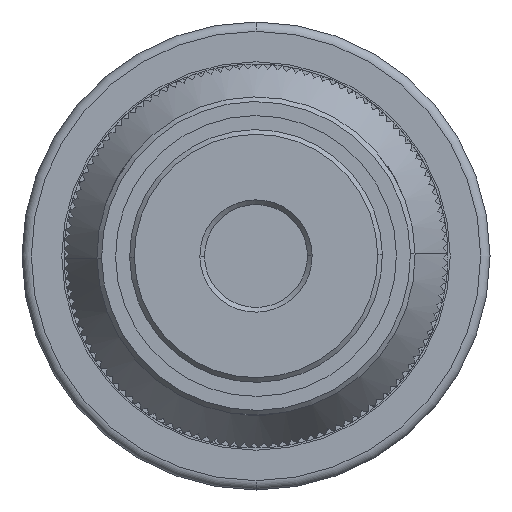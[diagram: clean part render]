
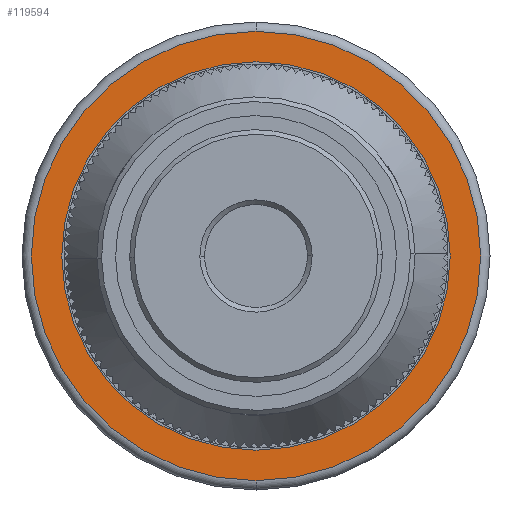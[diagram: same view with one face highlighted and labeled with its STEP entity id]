
A CAD part, left-side view. The second image highlights one B-rep face of the part: STEP entity #119594.
In plain terms, the highlighted planar face has unit normal (-1, 0, 0).
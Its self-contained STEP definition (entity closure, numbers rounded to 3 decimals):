
#1228 = EDGE_CURVE ( 'NONE', #112122, #57403, #61600, .T. ) ;
#6139 = DIRECTION ( 'NONE',  ( 0., -1., 0. ) ) ;
#7225 = VERTEX_POINT ( 'NONE', #24184 ) ;
#7967 = CARTESIAN_POINT ( 'NONE',  ( 114.115, 25., 13.5 ) ) ;
#18700 = EDGE_CURVE ( 'NONE', #143316, #110121, #98596, .T. ) ;
#20388 = DIRECTION ( 'NONE',  ( 0., -1., 0. ) ) ;
#23642 = EDGE_LOOP ( 'NONE', ( #47968, #70274, #108381 ) ) ;
#24184 = CARTESIAN_POINT ( 'NONE',  ( 114.115, 0., 13.5 ) ) ;
#24317 = DIRECTION ( 'NONE',  ( 0., 0., -1. ) ) ;
#28903 = DIRECTION ( 'NONE',  ( -1., 0., 0. ) ) ;
#33408 = CARTESIAN_POINT ( 'NONE',  ( 114.115, 0., -24. ) ) ;
#41584 = EDGE_LOOP ( 'NONE', ( #158641, #145584 ) ) ;
#43891 = AXIS2_PLACEMENT_3D ( 'NONE', #124887, #135068, #179200 ) ;
#47968 = ORIENTED_EDGE ( 'NONE', *, *, #1228, .T. ) ;
#51511 = AXIS2_PLACEMENT_3D ( 'NONE', #110692, #109769, #113403 ) ;
#54606 = CARTESIAN_POINT ( 'NONE',  ( 114.115, 0., 25. ) ) ;
#57403 = VERTEX_POINT ( 'NONE', #57829 ) ;
#57829 = CARTESIAN_POINT ( 'NONE',  ( 114.115, 14.071, 13.5 ) ) ;
#61600 = CIRCLE ( 'NONE', #43891, 19.5 ) ;
#65190 = EDGE_CURVE ( 'NONE', #110121, #143316, #86401, .T. ) ;
#67100 = CARTESIAN_POINT ( 'NONE',  ( 114.115, 0., 24. ) ) ;
#70274 = ORIENTED_EDGE ( 'NONE', *, *, #77884, .T. ) ;
#77884 = EDGE_CURVE ( 'NONE', #57403, #7225, #91720, .T. ) ;
#80433 = FACE_OUTER_BOUND ( 'NONE', #41584, .T. ) ;
#86401 = CIRCLE ( 'NONE', #95221, 24. ) ;
#90324 = LINE ( 'NONE', #146476, #135073 ) ;
#91720 = LINE ( 'NONE', #7967, #140533 ) ;
#95221 = AXIS2_PLACEMENT_3D ( 'NONE', #154983, #28903, #153156 ) ;
#98596 = CIRCLE ( 'NONE', #51511, 24. ) ;
#103406 = AXIS2_PLACEMENT_3D ( 'NONE', #54606, #108954, #24317 ) ;
#108381 = ORIENTED_EDGE ( 'NONE', *, *, #114826, .T. ) ;
#108954 = DIRECTION ( 'NONE',  ( -1., 0., 0. ) ) ;
#109769 = DIRECTION ( 'NONE',  ( -1., 0., 0. ) ) ;
#110121 = VERTEX_POINT ( 'NONE', #67100 ) ;
#110692 = CARTESIAN_POINT ( 'NONE',  ( 114.115, 0., 0. ) ) ;
#112122 = VERTEX_POINT ( 'NONE', #138982 ) ;
#113403 = DIRECTION ( 'NONE',  ( 0., 0., -1. ) ) ;
#114826 = EDGE_CURVE ( 'NONE', #7225, #112122, #90324, .T. ) ;
#119594 = ADVANCED_FACE ( 'NONE', ( #80433, #124594 ), #161709, .T. ) ;
#124594 = FACE_BOUND ( 'NONE', #23642, .T. ) ;
#124887 = CARTESIAN_POINT ( 'NONE',  ( 114.115, 0., 0. ) ) ;
#135068 = DIRECTION ( 'NONE',  ( 1., 0., 0. ) ) ;
#135073 = VECTOR ( 'NONE', #20388, 1000. ) ;
#138982 = CARTESIAN_POINT ( 'NONE',  ( 114.115, -14.071, 13.5 ) ) ;
#140533 = VECTOR ( 'NONE', #6139, 1000. ) ;
#143316 = VERTEX_POINT ( 'NONE', #33408 ) ;
#145584 = ORIENTED_EDGE ( 'NONE', *, *, #65190, .T. ) ;
#146476 = CARTESIAN_POINT ( 'NONE',  ( 114.115, 25., 13.5 ) ) ;
#153156 = DIRECTION ( 'NONE',  ( 0., 0., -1. ) ) ;
#154983 = CARTESIAN_POINT ( 'NONE',  ( 114.115, 0., 0. ) ) ;
#158641 = ORIENTED_EDGE ( 'NONE', *, *, #18700, .T. ) ;
#161709 = PLANE ( 'NONE',  #103406 ) ;
#179200 = DIRECTION ( 'NONE',  ( 0., 0., 1. ) ) ;
